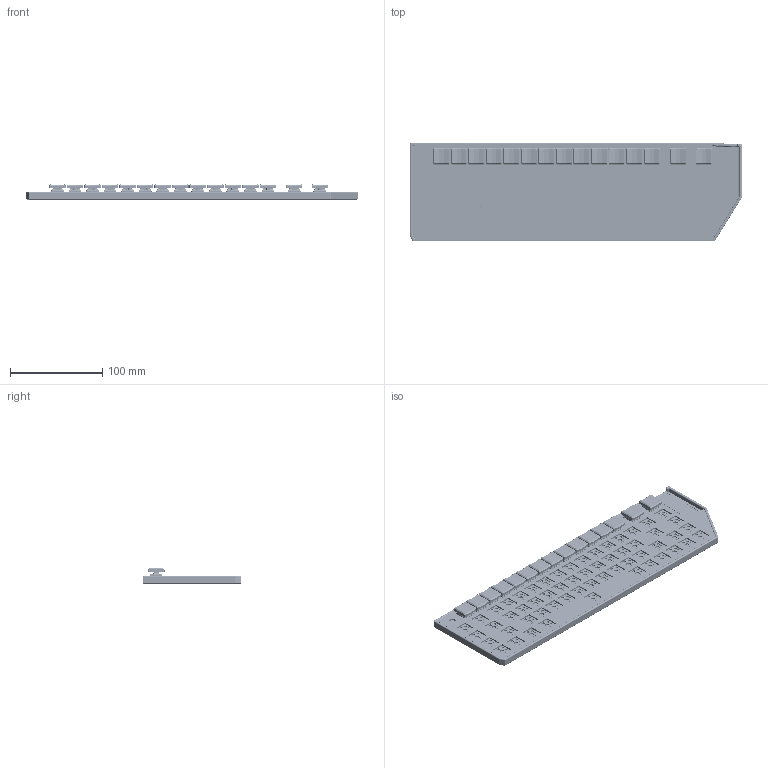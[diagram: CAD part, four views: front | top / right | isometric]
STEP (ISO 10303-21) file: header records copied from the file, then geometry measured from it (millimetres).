
FILE_DESCRIPTION(/* description */ ('STEP AP242','CAx-IF Rec.Pracs.---Representation and Presentation of Product Manufacturing Information (PMI)---4.0---2014-10-13','CAx-IF Rec.Pracs.---3D Tessellated Geometry---0.4---2014-09-14','2;1'),/* implementation_level */ '2;1');
FILE_NAME(/* name */ '684b6de6102497136931f9ce',/* time_stamp */ '2025-06-13T00:16:40Z',/* author */ (''),/* organization */ (''),/* preprocessor_version */ 'ST-DEVELOPER v20',/* originating_system */ 'ONSHAPE BY PTC INC, 1.199',/* authorisation */ ' ');
FILE_SCHEMA (('AP242_MANAGED_MODEL_BASED_3D_ENGINEERING_MIM_LF { 1 0 10303 442 1 1 4 }'));
Length unit declared in the file: metre
Products named in the file (6): Cacao 1; keycap; keyswitch; Part 2; Cacao_PCB; Part 3
Assembly tree (33 placements, depth 2):
  Cacao 1
    keycap  x15
    keyswitch  x15
    Part 2
    Cacao_PCB
    Part 3
Bounding box: 360.64 x 107.04 x 16.45 mm (x, y, z)
Volume: 194175 mm3; surface area: 235496.7 mm2
Topology: 33 solids, 33 shells, 9153 faces, 25099 edges, 16005 vertices
Faces by surface type: plane 5944, cylinder 2220, bspline 360, cone 300, torus 217, sphere 112
Full cylindrical faces by diameter (mm): 1 x45, 1.6 x72, 1.9 x144, 2.2 x2, 3.05 x144, 5.05 x72, 7 x1
Entity records: 57054 total; most frequent: CARTESIAN_POINT 10404, DIRECTION 9108, ORIENTED_EDGE 8842, EDGE_CURVE 4421, EDGE_LOOP 3470, FACE_BOUND 3470, VERTEX_POINT 3195, AXIS2_PLACEMENT_3D 3059
